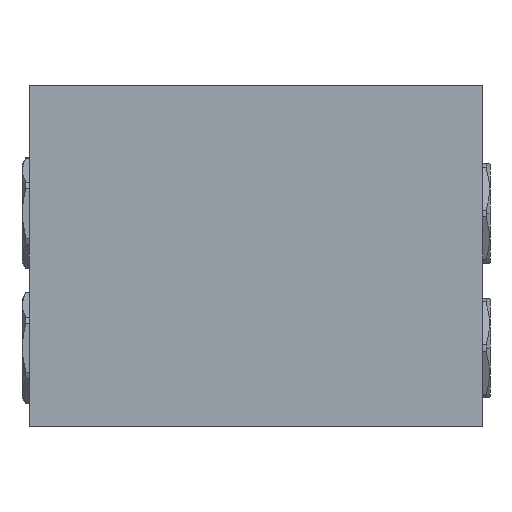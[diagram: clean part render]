
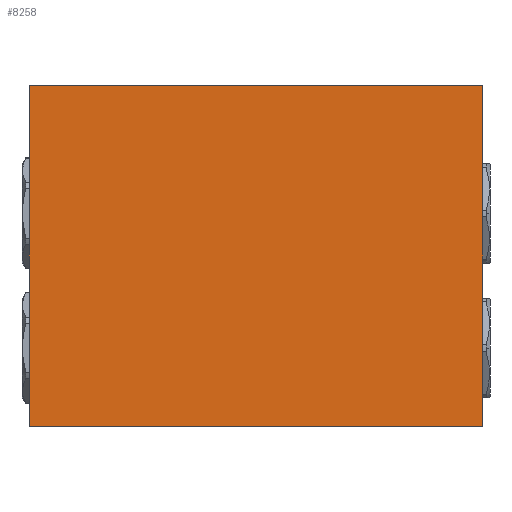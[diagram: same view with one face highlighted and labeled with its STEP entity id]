
A CAD part, left-side view. The second image highlights one B-rep face of the part: STEP entity #8258.
In plain terms, the highlighted planar face has unit normal (-1, 0, 0).
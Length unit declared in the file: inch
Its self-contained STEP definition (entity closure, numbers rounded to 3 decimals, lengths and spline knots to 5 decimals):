
#1=DIRECTION('',(0.,-1.,0.));
#2=VECTOR('',#1,4.);
#3=CARTESIAN_POINT('',(0.,0.,0.));
#4=LINE('',#3,#2);
#57=DIRECTION('',(0.,0.,1.));
#58=VECTOR('',#57,3.);
#59=CARTESIAN_POINT('',(0.,0.,0.));
#60=LINE('',#59,#58);
#129=DIRECTION('',(0.,0.,1.));
#130=VECTOR('',#129,3.);
#131=CARTESIAN_POINT('',(0.,-4.,0.));
#132=LINE('',#131,#130);
#173=DIRECTION('',(0.,-1.,0.));
#174=VECTOR('',#173,4.);
#175=CARTESIAN_POINT('',(0.,0.,3.));
#176=LINE('',#175,#174);
#7247=CARTESIAN_POINT('',(0.,0.,0.));
#7248=CARTESIAN_POINT('',(0.,-4.,0.));
#7249=VERTEX_POINT('',#7247);
#7250=VERTEX_POINT('',#7248);
#7255=CARTESIAN_POINT('',(0.,0.,3.));
#7256=CARTESIAN_POINT('',(0.,-4.,3.));
#7257=VERTEX_POINT('',#7255);
#7258=VERTEX_POINT('',#7256);
#8244=CARTESIAN_POINT('',(0.,0.,0.));
#8245=DIRECTION('',(-1.,0.,0.));
#8246=DIRECTION('',(0.,-1.,0.));
#8247=AXIS2_PLACEMENT_3D('',#8244,#8245,#8246);
#8248=PLANE('',#8247);
#8249=ORIENTED_EDGE('',*,*,#8209,.F.);
#8251=ORIENTED_EDGE('',*,*,#8250,.T.);
#8253=ORIENTED_EDGE('',*,*,#8252,.T.);
#8255=ORIENTED_EDGE('',*,*,#8254,.F.);
#8256=EDGE_LOOP('',(#8249,#8251,#8253,#8255));
#8257=FACE_OUTER_BOUND('',#8256,.F.);
#8258=ADVANCED_FACE('',(#8257),#8248,.T.);
#8209=EDGE_CURVE('',#7249,#7250,#4,.T.);
#8250=EDGE_CURVE('',#7249,#7257,#60,.T.);
#8252=EDGE_CURVE('',#7257,#7258,#176,.T.);
#8254=EDGE_CURVE('',#7250,#7258,#132,.T.);
